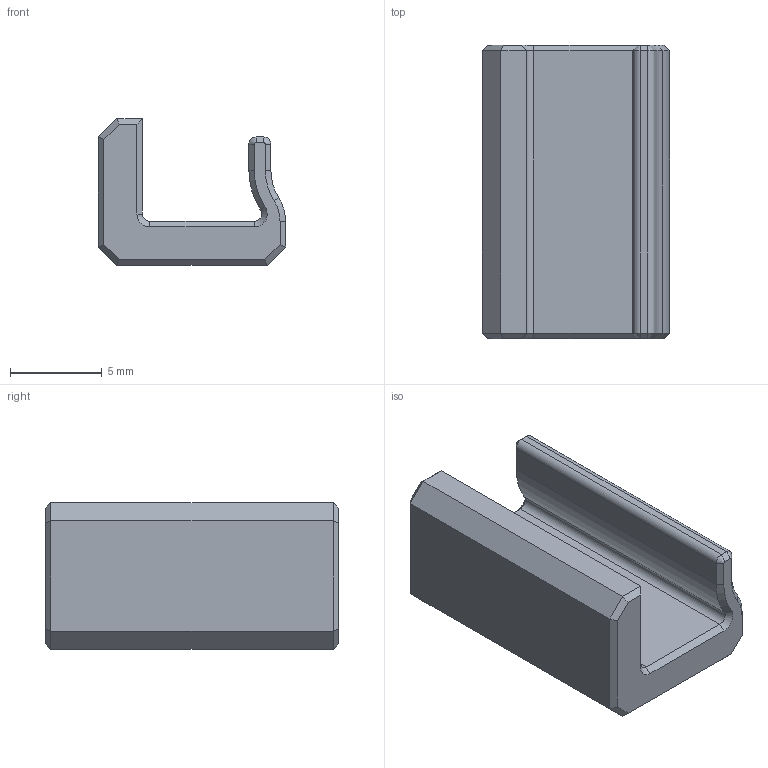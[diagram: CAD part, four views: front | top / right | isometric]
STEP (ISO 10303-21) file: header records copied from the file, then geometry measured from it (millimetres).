
FILE_DESCRIPTION(('FreeCAD Model'),'2;1');
FILE_NAME( 'Heat-Bed_Clamp.step', '2021-02-16T13:44:14',('Author'),(''), 'Open CASCADE STEP processor 7.3','FreeCAD','Unknown');
FILE_SCHEMA(('AUTOMOTIVE_DESIGN { 1 0 10303 214 1 1 1 1 }'));
Length unit declared in the file: millimetre
Products named in the file (1): Heat-Bed_Clamp
Bounding box: 10.2 x 16 x 8 mm (x, y, z)
Volume: 670.6 mm3; surface area: 762.3 mm2
Topology: 1 solids, 1 shells, 59 faces, 133 edges, 76 vertices
Faces by surface type: plane 38, cone 14, cylinder 7
Entity records: 3357 total; most frequent: CARTESIAN_POINT 573, DIRECTION 539, LINE 355, VECTOR 355, ORIENTED_EDGE 266, PCURVE 266, DEFINITIONAL_REPRESENTATION 266, EDGE_CURVE 133
